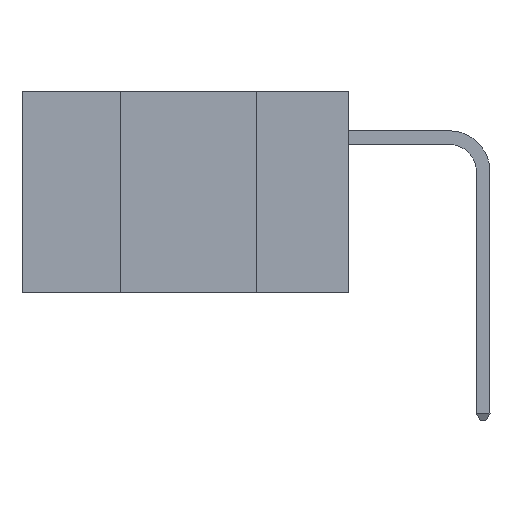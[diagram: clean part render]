
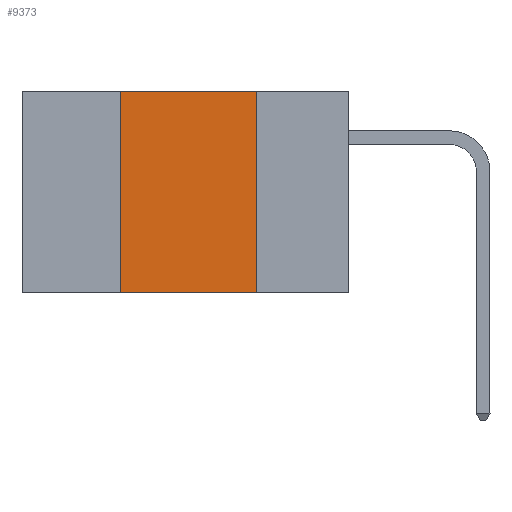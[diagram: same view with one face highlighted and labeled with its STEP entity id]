
A CAD part, left-side view. The second image highlights one B-rep face of the part: STEP entity #9373.
In plain terms, the highlighted planar face has unit normal (-1, 0, 0).
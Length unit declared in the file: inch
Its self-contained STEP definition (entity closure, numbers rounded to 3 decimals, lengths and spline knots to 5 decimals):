
#656 = DIRECTION ( 'NONE',  ( 0., 0., 1. ) ) ;
#1106 = ORIENTED_EDGE ( 'NONE', *, *, #2373, .F. ) ;
#1179 = VERTEX_POINT ( 'NONE', #2640 ) ;
#1256 = VECTOR ( 'NONE', #656, 39.37008 ) ;
#2373 = EDGE_CURVE ( 'NONE', #2406, #8838, #4020, .T. ) ;
#2406 = VERTEX_POINT ( 'NONE', #3276 ) ;
#2482 = VECTOR ( 'NONE', #3238, 39.37008 ) ;
#2640 = CARTESIAN_POINT ( 'NONE',  ( 0., 0.17, -0.37 ) ) ;
#2785 = VECTOR ( 'NONE', #3732, 39.37008 ) ;
#2819 = LINE ( 'NONE', #7352, #2785 ) ;
#2902 = CARTESIAN_POINT ( 'NONE',  ( 0., 0.17, 0. ) ) ;
#3178 = VECTOR ( 'NONE', #9710, 39.37008 ) ;
#3199 = ORIENTED_EDGE ( 'NONE', *, *, #6901, .F. ) ;
#3238 = DIRECTION ( 'NONE',  ( 0., -1., 0. ) ) ;
#3248 = EDGE_CURVE ( 'NONE', #2406, #1179, #4986, .T. ) ;
#3276 = CARTESIAN_POINT ( 'NONE',  ( 0., 0.42, -0.37 ) ) ;
#3394 = PLANE ( 'NONE',  #8397 ) ;
#3732 = DIRECTION ( 'NONE',  ( 0., -1., 0. ) ) ;
#4020 = LINE ( 'NONE', #10934, #1256 ) ;
#4770 = VERTEX_POINT ( 'NONE', #2902 ) ;
#4871 = CARTESIAN_POINT ( 'NONE',  ( 0., 0.6, -0.37 ) ) ;
#4986 = LINE ( 'NONE', #4871, #2482 ) ;
#5673 = ORIENTED_EDGE ( 'NONE', *, *, #3248, .T. ) ;
#6560 = ORIENTED_EDGE ( 'NONE', *, *, #9440, .F. ) ;
#6901 = EDGE_CURVE ( 'NONE', #4770, #1179, #9769, .T. ) ;
#7352 = CARTESIAN_POINT ( 'NONE',  ( 0., 0.6, 0. ) ) ;
#7488 = EDGE_LOOP ( 'NONE', ( #3199, #6560, #1106, #5673 ) ) ;
#7864 = DIRECTION ( 'NONE',  ( 1., 0., 0. ) ) ;
#7898 = CARTESIAN_POINT ( 'NONE',  ( 0., 0.17, 0. ) ) ;
#8397 = AXIS2_PLACEMENT_3D ( 'NONE', #8701, #7864, #9446 ) ;
#8701 = CARTESIAN_POINT ( 'NONE',  ( 0., 0.6, 0. ) ) ;
#8838 = VERTEX_POINT ( 'NONE', #11123 ) ;
#9373 = ADVANCED_FACE ( 'NONE', ( #11162 ), #3394, .F. ) ;
#9440 = EDGE_CURVE ( 'NONE', #8838, #4770, #2819, .T. ) ;
#9446 = DIRECTION ( 'NONE',  ( 0., 0., -1. ) ) ;
#9710 = DIRECTION ( 'NONE',  ( 0., 0., -1. ) ) ;
#9769 = LINE ( 'NONE', #7898, #3178 ) ;
#10934 = CARTESIAN_POINT ( 'NONE',  ( 0., 0.42, 0. ) ) ;
#11123 = CARTESIAN_POINT ( 'NONE',  ( 0., 0.42, 0. ) ) ;
#11162 = FACE_OUTER_BOUND ( 'NONE', #7488, .T. ) ;
